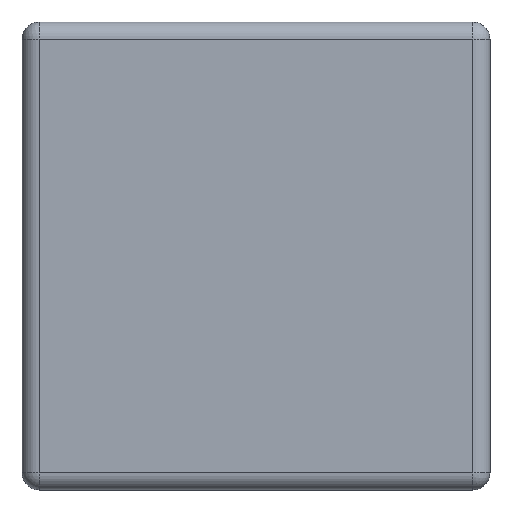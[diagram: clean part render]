
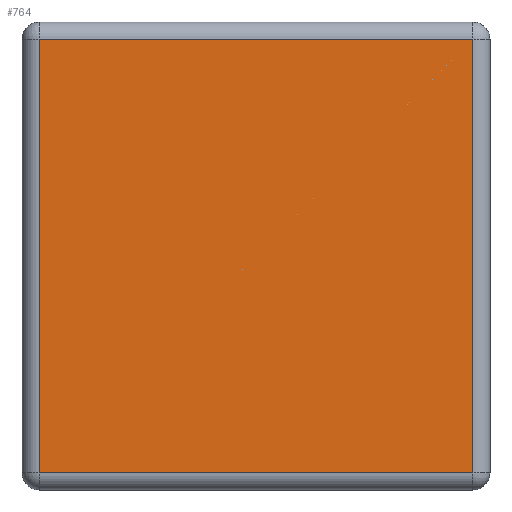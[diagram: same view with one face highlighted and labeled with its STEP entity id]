
A CAD part, left-side view. The second image highlights one B-rep face of the part: STEP entity #764.
In plain terms, the highlighted planar face has unit normal (-1, 0, 0).
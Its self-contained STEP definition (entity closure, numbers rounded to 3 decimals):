
#26=PLANE('',#858);
#51=LINE('',#1262,#111);
#54=LINE('',#1266,#114);
#58=LINE('',#1272,#118);
#60=LINE('',#1275,#120);
#111=VECTOR('',#1009,10.);
#114=VECTOR('',#1014,10.);
#118=VECTOR('',#1022,10.);
#120=VECTOR('',#1026,10.);
#206=FACE_OUTER_BOUND('',#263,.T.);
#263=EDGE_LOOP('',(#603,#604,#605,#606));
#345=VERTEX_POINT('',#1188);
#347=VERTEX_POINT('',#1193);
#352=VERTEX_POINT('',#1209);
#359=VERTEX_POINT('',#1227);
#437=EDGE_CURVE('',#352,#359,#51,.T.);
#440=EDGE_CURVE('',#359,#347,#54,.T.);
#444=EDGE_CURVE('',#345,#352,#58,.T.);
#446=EDGE_CURVE('',#347,#345,#60,.T.);
#603=ORIENTED_EDGE('',*,*,#437,.F.);
#604=ORIENTED_EDGE('',*,*,#444,.F.);
#605=ORIENTED_EDGE('',*,*,#446,.F.);
#606=ORIENTED_EDGE('',*,*,#440,.F.);
#764=ADVANCED_FACE('',(#206),#26,.T.);
#858=AXIS2_PLACEMENT_3D('',#1289,#1041,#1042);
#1009=DIRECTION('',(0.,0.,-1.));
#1014=DIRECTION('',(0.,1.,0.));
#1022=DIRECTION('',(0.,-1.,0.));
#1026=DIRECTION('',(0.,0.,1.));
#1041=DIRECTION('center_axis',(-1.,0.,0.));
#1042=DIRECTION('ref_axis',(0.,-1.,0.));
#1188=CARTESIAN_POINT('',(-0.315,0.153,0.318));
#1193=CARTESIAN_POINT('',(-0.315,0.153,0.012));
#1209=CARTESIAN_POINT('',(-0.315,-0.153,0.318));
#1227=CARTESIAN_POINT('',(-0.315,-0.153,0.012));
#1262=CARTESIAN_POINT('',(-0.315,-0.153,0.));
#1266=CARTESIAN_POINT('',(-0.315,0.083,0.012));
#1272=CARTESIAN_POINT('',(-0.315,0.083,0.318));
#1275=CARTESIAN_POINT('',(-0.315,0.153,0.));
#1289=CARTESIAN_POINT('Origin',(-0.315,0.165,0.));
